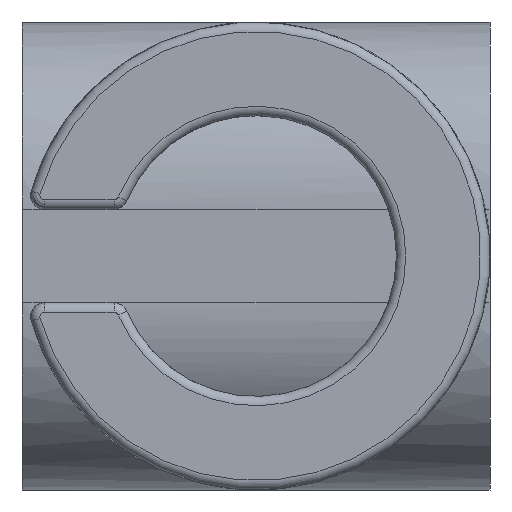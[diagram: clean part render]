
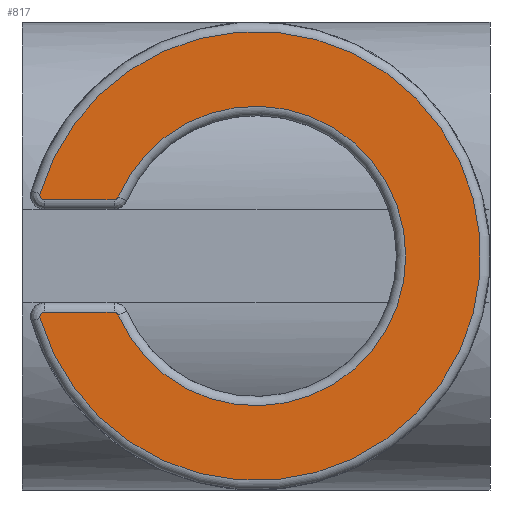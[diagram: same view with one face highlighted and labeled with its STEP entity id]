
A CAD part, left-side view. The second image highlights one B-rep face of the part: STEP entity #817.
In plain terms, the highlighted planar face has unit normal (-1, 0, 0).
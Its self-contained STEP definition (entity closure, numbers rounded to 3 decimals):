
#746=CARTESIAN_POINT('Axis2P3D Location',(0.,0.,0.)) ;
#751=CARTESIAN_POINT('Axis2P3D Location',(0.,0.,0.)) ;
#755=CARTESIAN_POINT('Vertex',(0.,4.613,-1.328)) ;
#757=CARTESIAN_POINT('Vertex',(0.,4.613,1.328)) ;
#760=CARTESIAN_POINT('Axis2P3D Location',(0.,4.517,1.3)) ;
#764=CARTESIAN_POINT('Vertex',(0.,4.517,1.2)) ;
#767=CARTESIAN_POINT('Line Origine',(0.,3.775,1.2)) ;
#771=CARTESIAN_POINT('Vertex',(0.,3.033,1.2)) ;
#774=CARTESIAN_POINT('Axis2P3D Location',(0.,3.033,1.3)) ;
#778=CARTESIAN_POINT('Vertex',(0.,2.941,1.261)) ;
#781=CARTESIAN_POINT('Axis2P3D Location',(0.,0.,0.)) ;
#785=CARTESIAN_POINT('Vertex',(0.,2.941,-1.261)) ;
#788=CARTESIAN_POINT('Axis2P3D Location',(0.,3.033,-1.3)) ;
#792=CARTESIAN_POINT('Vertex',(0.,3.033,-1.2)) ;
#795=CARTESIAN_POINT('Line Origine',(0.,3.775,-1.2)) ;
#799=CARTESIAN_POINT('Vertex',(0.,4.517,-1.2)) ;
#802=CARTESIAN_POINT('Axis2P3D Location',(0.,4.517,-1.3)) ;
#747=DIRECTION('Axis2P3D Direction',(1.,0.,0.)) ;
#748=DIRECTION('Axis2P3D XDirection',(0.,1.,0.)) ;
#752=DIRECTION('Axis2P3D Direction',(1.,0.,0.)) ;
#761=DIRECTION('Axis2P3D Direction',(1.,0.,0.)) ;
#768=DIRECTION('Vector Direction',(0.,1.,0.)) ;
#775=DIRECTION('Axis2P3D Direction',(1.,0.,0.)) ;
#782=DIRECTION('Axis2P3D Direction',(1.,0.,0.)) ;
#789=DIRECTION('Axis2P3D Direction',(1.,0.,0.)) ;
#796=DIRECTION('Vector Direction',(0.,-1.,0.)) ;
#803=DIRECTION('Axis2P3D Direction',(1.,0.,0.)) ;
#749=AXIS2_PLACEMENT_3D('Plane Axis2P3D',#746,#747,#748) ;
#753=AXIS2_PLACEMENT_3D('Circle Axis2P3D',#751,#752,$) ;
#762=AXIS2_PLACEMENT_3D('Circle Axis2P3D',#760,#761,$) ;
#776=AXIS2_PLACEMENT_3D('Circle Axis2P3D',#774,#775,$) ;
#783=AXIS2_PLACEMENT_3D('Circle Axis2P3D',#781,#782,$) ;
#790=AXIS2_PLACEMENT_3D('Circle Axis2P3D',#788,#789,$) ;
#804=AXIS2_PLACEMENT_3D('Circle Axis2P3D',#802,#803,$) ;
#808=ORIENTED_EDGE('',*,*,#759,.T.) ;
#809=ORIENTED_EDGE('',*,*,#766,.T.) ;
#810=ORIENTED_EDGE('',*,*,#773,.T.) ;
#811=ORIENTED_EDGE('',*,*,#780,.T.) ;
#812=ORIENTED_EDGE('',*,*,#787,.T.) ;
#813=ORIENTED_EDGE('',*,*,#794,.T.) ;
#814=ORIENTED_EDGE('',*,*,#801,.T.) ;
#815=ORIENTED_EDGE('',*,*,#806,.T.) ;
#769=VECTOR('Line Direction',#768,1.) ;
#797=VECTOR('Line Direction',#796,1.) ;
#817=ADVANCED_FACE('Corps principal',(#816),#750,.F.) ;
#754=CIRCLE('generated circle',#753,4.8) ;
#763=CIRCLE('generated circle',#762,0.1) ;
#777=CIRCLE('generated circle',#776,0.1) ;
#784=CIRCLE('generated circle',#783,3.2) ;
#791=CIRCLE('generated circle',#790,0.1) ;
#805=CIRCLE('generated circle',#804,0.1) ;
#759=EDGE_CURVE('',#756,#758,#754,.F.) ;
#766=EDGE_CURVE('',#758,#765,#763,.F.) ;
#773=EDGE_CURVE('',#765,#772,#770,.F.) ;
#780=EDGE_CURVE('',#772,#779,#777,.F.) ;
#787=EDGE_CURVE('',#779,#786,#784,.T.) ;
#794=EDGE_CURVE('',#786,#793,#791,.F.) ;
#801=EDGE_CURVE('',#793,#800,#798,.F.) ;
#806=EDGE_CURVE('',#800,#756,#805,.F.) ;
#807=EDGE_LOOP('',(#808,#809,#810,#811,#812,#813,#814,#815)) ;
#816=FACE_OUTER_BOUND('',#807,.T.) ;
#770=LINE('Line',#767,#769) ;
#798=LINE('Line',#795,#797) ;
#750=PLANE('',#749) ;
#756=VERTEX_POINT('',#755) ;
#758=VERTEX_POINT('',#757) ;
#765=VERTEX_POINT('',#764) ;
#772=VERTEX_POINT('',#771) ;
#779=VERTEX_POINT('',#778) ;
#786=VERTEX_POINT('',#785) ;
#793=VERTEX_POINT('',#792) ;
#800=VERTEX_POINT('',#799) ;
